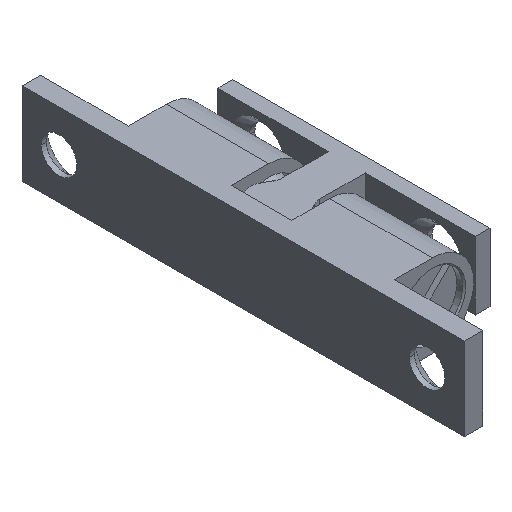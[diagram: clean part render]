
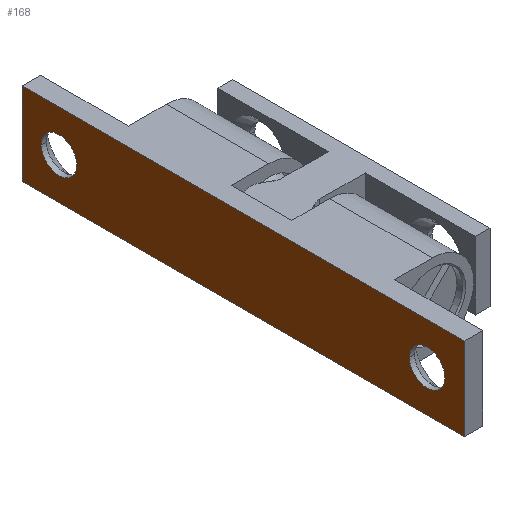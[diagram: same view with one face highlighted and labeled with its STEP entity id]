
A CAD part, isometric view. The second image highlights one B-rep face of the part: STEP entity #168.
In plain terms, the highlighted planar face has unit normal (-1, 0, 0).
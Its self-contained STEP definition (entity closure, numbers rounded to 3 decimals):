
#168=ADVANCED_FACE('NONE',(#381,#382,#383),#384,.F.);
#381=FACE_OUTER_BOUND('',#665,.T.);
#382=FACE_BOUND('',#666,.T.);
#383=FACE_BOUND('',#667,.T.);
#384=PLANE('',#668);
#665=EDGE_LOOP('',(#1018,#1019,#1020,#1021));
#666=EDGE_LOOP('',(#1022,#1023));
#667=EDGE_LOOP('',(#1024,#1025));
#668=AXIS2_PLACEMENT_3D('',#1026,#1027,#1028);
#1018=ORIENTED_EDGE('',*,*,#1703,.T.);
#1019=ORIENTED_EDGE('',*,*,#1704,.F.);
#1020=ORIENTED_EDGE('',*,*,#1705,.F.);
#1021=ORIENTED_EDGE('',*,*,#1699,.T.);
#1022=ORIENTED_EDGE('',*,*,#1706,.T.);
#1023=ORIENTED_EDGE('',*,*,#1665,.T.);
#1024=ORIENTED_EDGE('',*,*,#1707,.T.);
#1025=ORIENTED_EDGE('',*,*,#1670,.T.);
#1026=CARTESIAN_POINT('',(-7.7,-23.2,5.6));
#1027=DIRECTION('',(1.0,0.0,0.0));
#1028=DIRECTION('',(0.0,1.0,0.0));
#1665=EDGE_CURVE('NONE',#1995,#1996,#1997,.T.);
#1670=EDGE_CURVE('NONE',#2003,#2004,#2005,.T.);
#1699=EDGE_CURVE('NONE',#2050,#2048,#2051,.T.);
#1703=EDGE_CURVE('NONE',#2048,#2056,#2057,.T.);
#1704=EDGE_CURVE('NONE',#2058,#2056,#2059,.T.);
#1705=EDGE_CURVE('NONE',#2050,#2058,#2060,.T.);
#1706=EDGE_CURVE('NONE',#1996,#1995,#2061,.T.);
#1707=EDGE_CURVE('NONE',#2004,#2003,#2062,.T.);
#1995=VERTEX_POINT('NONE',#2445);
#1996=VERTEX_POINT('NONE',#2446);
#1997=CIRCLE('',#2447,2.4);
#2003=VERTEX_POINT('NONE',#2455);
#2004=VERTEX_POINT('NONE',#2456);
#2005=CIRCLE('',#2457,2.4);
#2048=VERTEX_POINT('NONE',#2511);
#2050=VERTEX_POINT('NONE',#2514);
#2051=LINE('',#2515,#2516);
#2056=VERTEX_POINT('NONE',#2523);
#2057=LINE('',#2524,#2525);
#2058=VERTEX_POINT('NONE',#2526);
#2059=LINE('',#2527,#2528);
#2060=LINE('',#2529,#2530);
#2061=CIRCLE('',#2531,2.4);
#2062=CIRCLE('',#2532,2.4);
#2445=CARTESIAN_POINT('',(-7.7,-20.6,0.));
#2446=CARTESIAN_POINT('',(-7.7,-15.8,0.0));
#2447=AXIS2_PLACEMENT_3D('',#2959,#2960,#2961);
#2455=CARTESIAN_POINT('',(-7.7,29.2,0.));
#2456=CARTESIAN_POINT('',(-7.7,34.0,0.0));
#2457=AXIS2_PLACEMENT_3D('',#2967,#2968,#2969);
#2511=CARTESIAN_POINT('',(-7.7,36.6,-5.6));
#2514=CARTESIAN_POINT('',(-7.7,36.6,5.6));
#2515=CARTESIAN_POINT('',(-7.7,36.6,5.6));
#2516=VECTOR('',#3012,1000.0);
#2523=CARTESIAN_POINT('',(-7.7,-23.2,-5.6));
#2524=CARTESIAN_POINT('',(-7.7,-23.2,-5.6));
#2525=VECTOR('',#3015,1000.0);
#2526=CARTESIAN_POINT('',(-7.7,-23.2,5.6));
#2527=CARTESIAN_POINT('',(-7.7,-23.2,5.6));
#2528=VECTOR('',#3016,1000.0);
#2529=CARTESIAN_POINT('',(-7.7,-23.2,5.6));
#2530=VECTOR('',#3017,1000.0);
#2531=AXIS2_PLACEMENT_3D('',#3018,#3019,#3020);
#2532=AXIS2_PLACEMENT_3D('',#3021,#3022,#3023);
#2959=CARTESIAN_POINT('',(-7.7,-18.2,0.0));
#2960=DIRECTION('',(1.0,0.,0.0));
#2961=DIRECTION('',(0.,-1.0,0.0));
#2967=CARTESIAN_POINT('',(-7.7,31.6,0.0));
#2968=DIRECTION('',(1.0,0.,0.0));
#2969=DIRECTION('',(0.,1.0,0.0));
#3012=DIRECTION('',(-0.0,-0.0,-1.0));
#3015=DIRECTION('',(-0.0,-1.0,-0.0));
#3016=DIRECTION('',(-0.0,-0.0,-1.0));
#3017=DIRECTION('',(-0.0,-1.0,-0.0));
#3018=CARTESIAN_POINT('',(-7.7,-18.2,0.0));
#3019=DIRECTION('',(1.0,0.,0.0));
#3020=DIRECTION('',(0.,-1.0,0.0));
#3021=CARTESIAN_POINT('',(-7.7,31.6,0.0));
#3022=DIRECTION('',(1.0,0.,0.0));
#3023=DIRECTION('',(0.,1.0,0.0));
